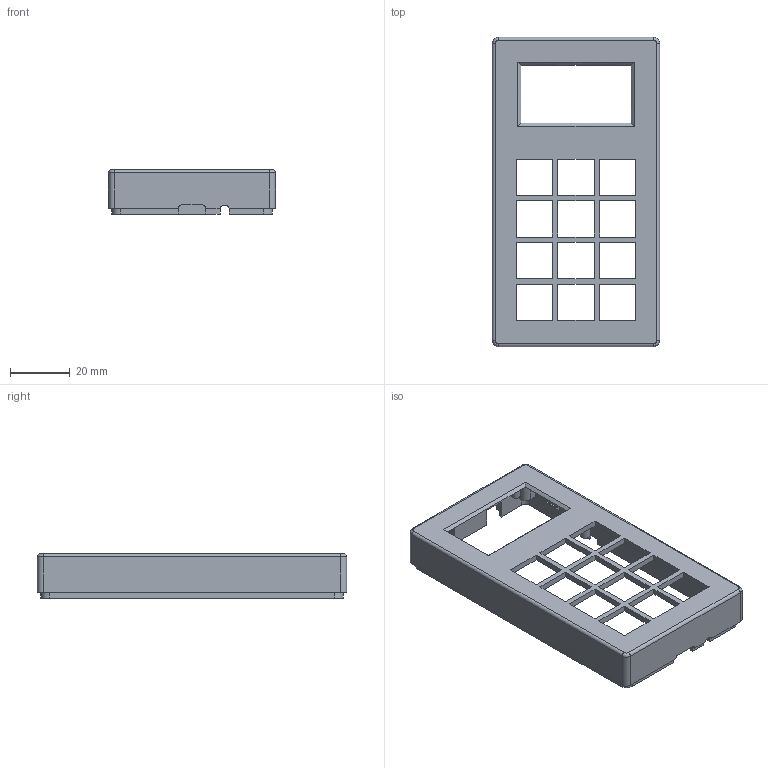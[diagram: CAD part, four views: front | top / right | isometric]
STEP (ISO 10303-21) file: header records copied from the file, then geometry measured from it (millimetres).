
FILE_DESCRIPTION(/* description */ (''),/* implementation_level */ '2;1');
FILE_NAME(/* name */ 'SHELL_TOP.step',/* time_stamp */ '2026-01-30T22:04:43+08:00',/* author */ (''),/* organization */ (''),/* preprocessor_version */ 'ST-DEVELOPER v20.1',/* originating_system */ 'Autodesk Translation Framework v14.24.0.0',/* authorisation */ '');
FILE_SCHEMA (('AUTOMOTIVE_DESIGN { 1 0 10303 214 3 1 1 }'));
Length unit declared in the file: millimetre
Products named in the file (1): REMOTE_SHELL
Bounding box: 56.2 x 104 x 14.95 mm (x, y, z)
Volume: 14055.4 mm3; surface area: 16771.1 mm2
Topology: 1 solids, 1 shells, 176 faces, 477 edges, 314 vertices
Faces by surface type: plane 135, cylinder 33, bspline 8
Full cylindrical faces by diameter (mm): 1.7 x4, 2.9 x4
Entity records: 5812 total; most frequent: CARTESIAN_POINT 1268, ORIENTED_EDGE 954, DIRECTION 877, EDGE_CURVE 477, LINE 399, VECTOR 399, VERTEX_POINT 314, AXIS2_PLACEMENT_3D 239
